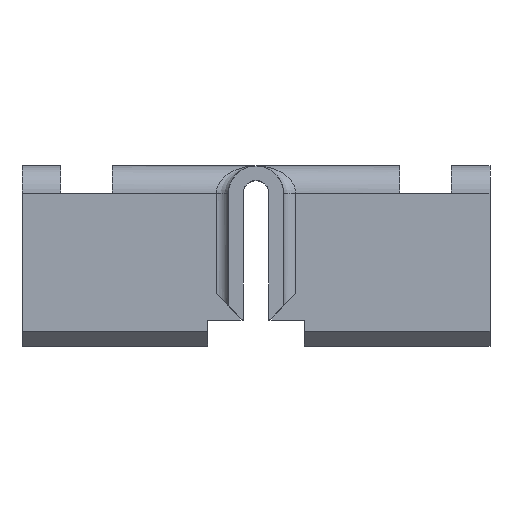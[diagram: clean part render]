
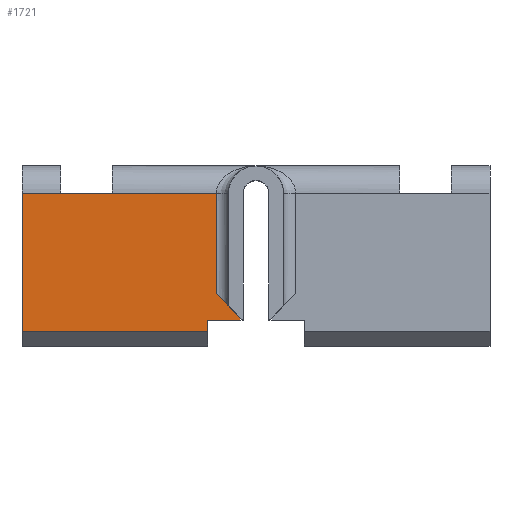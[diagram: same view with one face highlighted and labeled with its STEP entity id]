
A CAD part, front view. The second image highlights one B-rep face of the part: STEP entity #1721.
In plain terms, the highlighted planar face has unit normal (0, -1, 0).
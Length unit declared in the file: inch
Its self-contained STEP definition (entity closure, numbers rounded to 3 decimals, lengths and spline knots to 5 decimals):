
#1570=CARTESIAN_POINT('',(-0.07664,-1.26607,-0.53729));
#1571=VERTEX_POINT('',#1570);
#1594=CARTESIAN_POINT('',(-0.19207,-1.26607,-0.42186));
#1595=VERTEX_POINT('',#1594);
#1603=CARTESIAN_POINT('',(-0.23613,-1.26607,-0.3778));
#1604=DIRECTION('',(-0.707,0.,0.707));
#1605=VECTOR('',#1604,1.);
#1606=LINE('',#1603,#1605);
#1607=EDGE_CURVE('',#1571,#1595,#1606,.T.);
#1618=CARTESIAN_POINT('',(-0.07664,-1.26607,-0.55133));
#1619=VERTEX_POINT('',#1618);
#1620=CARTESIAN_POINT('',(-0.07664,-1.26607,-0.46457));
#1621=DIRECTION('',(0.,0.,-1.));
#1622=VECTOR('',#1621,1.);
#1623=LINE('',#1620,#1622);
#1624=EDGE_CURVE('',#1571,#1619,#1623,.T.);
#1666=CARTESIAN_POINT('',(-1.133,-1.26607,-0.60586));
#1667=VERTEX_POINT('',#1666);
#1668=CARTESIAN_POINT('',(-0.233,-1.26607,-0.60586));
#1669=VERTEX_POINT('',#1668);
#1670=CARTESIAN_POINT('',(0.,-1.26607,-0.60586));
#1671=DIRECTION('',(1.,0.,0.));
#1672=VECTOR('',#1671,1.);
#1673=LINE('',#1670,#1672);
#1674=EDGE_CURVE('',#1667,#1669,#1673,.T.);
#1675=ORIENTED_EDGE('',*,*,#1674,.T.);
#1676=CARTESIAN_POINT('',(-0.233,-1.26607,-0.55133));
#1677=VERTEX_POINT('',#1676);
#1678=CARTESIAN_POINT('',(-0.233,-1.26607,-0.47398));
#1679=DIRECTION('',(0.,0.,1.));
#1680=VECTOR('',#1679,1.);
#1681=LINE('',#1678,#1680);
#1682=EDGE_CURVE('',#1669,#1677,#1681,.T.);
#1683=ORIENTED_EDGE('',*,*,#1682,.T.);
#1684=CARTESIAN_POINT('',(-0.05192,-1.26607,-0.55133));
#1685=DIRECTION('',(-1.,0.,0.));
#1686=VECTOR('',#1685,1.);
#1687=LINE('',#1684,#1686);
#1688=EDGE_CURVE('',#1619,#1677,#1687,.T.);
#1689=ORIENTED_EDGE('',*,*,#1688,.F.);
#1690=ORIENTED_EDGE('',*,*,#1624,.F.);
#1691=ORIENTED_EDGE('',*,*,#1607,.T.);
#1692=CARTESIAN_POINT('',(-0.19207,-1.26607,0.0626));
#1693=VERTEX_POINT('',#1692);
#1694=CARTESIAN_POINT('',(-0.19207,-1.26607,-0.27163));
#1695=DIRECTION('',(0.,0.,-1.));
#1696=VECTOR('',#1695,1.);
#1697=LINE('',#1694,#1696);
#1698=EDGE_CURVE('',#1693,#1595,#1697,.T.);
#1699=ORIENTED_EDGE('',*,*,#1698,.F.);
#1700=CARTESIAN_POINT('',(-1.133,-1.26607,0.0626));
#1701=VERTEX_POINT('',#1700);
#1702=CARTESIAN_POINT('',(0.,-1.26607,0.0626));
#1703=DIRECTION('',(1.,0.,0.));
#1704=VECTOR('',#1703,1.);
#1705=LINE('',#1702,#1704);
#1706=EDGE_CURVE('',#1701,#1693,#1705,.T.);
#1707=ORIENTED_EDGE('',*,*,#1706,.F.);
#1708=CARTESIAN_POINT('',(-1.133,-1.26607,-0.60586));
#1709=DIRECTION('',(0.,0.,-1.));
#1710=VECTOR('',#1709,1.);
#1711=LINE('',#1708,#1710);
#1712=EDGE_CURVE('',#1701,#1667,#1711,.T.);
#1713=ORIENTED_EDGE('',*,*,#1712,.T.);
#1714=EDGE_LOOP('',(#1675,#1683,#1689,#1690,#1691,#1699,#1707,#1713));
#1715=FACE_OUTER_BOUND('',#1714,.T.);
#1716=CARTESIAN_POINT('',(0.,-1.26607,-0.27163));
#1717=DIRECTION('',(0.,-1.,0.));
#1718=DIRECTION('',(0.,0.,-1.));
#1719=AXIS2_PLACEMENT_3D('',#1716,#1717,#1718);
#1720=PLANE('',#1719);
#1721=ADVANCED_FACE('',(#1715),#1720,.T.);
